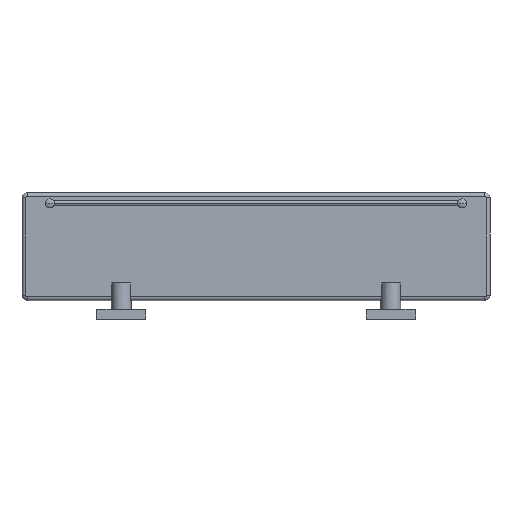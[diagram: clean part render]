
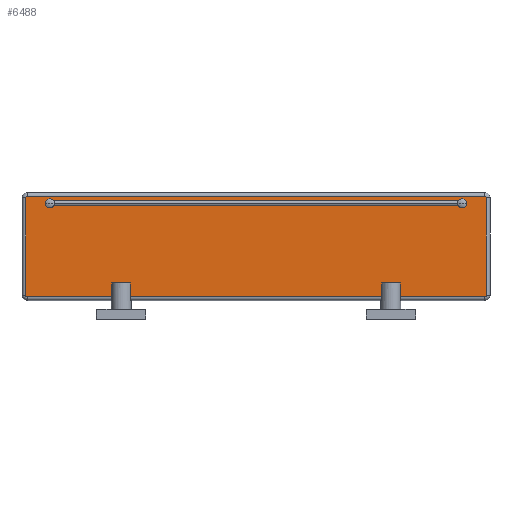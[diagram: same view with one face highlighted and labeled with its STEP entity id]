
A CAD part, top view. The second image highlights one B-rep face of the part: STEP entity #6488.
In plain terms, the highlighted planar face has unit normal (0, 0, 1).
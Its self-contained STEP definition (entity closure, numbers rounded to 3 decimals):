
#1050 = PLANE ( 'NONE',  #9010 ) ;
#1051 = CARTESIAN_POINT ( 'NONE',  ( 514., -114., 8. ) ) ;
#1052 = DIRECTION ( 'NONE',  ( 0., 0., 1. ) ) ;
#1053 = DIRECTION ( 'NONE',  ( 1., 0., 0. ) ) ;
#1075 = LINE ( 'NONE', #1076, #9000 ) ;
#1076 = CARTESIAN_POINT ( 'NONE',  ( 4., -114., 8. ) ) ;
#1077 = DIRECTION ( 'NONE',  ( 0., -1., 0. ) ) ;
#1096 = CARTESIAN_POINT ( 'NONE',  ( 6., -6., 8. ) ) ;
#1100 = DIRECTION ( 'NONE',  ( 0., 0., 1. ) ) ;
#1101 = DIRECTION ( 'NONE',  ( 1., 0., 0. ) ) ;
#1124 = LINE ( 'NONE', #1125, #8998 ) ;
#1125 = CARTESIAN_POINT ( 'NONE',  ( 6., -4., 8. ) ) ;
#1126 = DIRECTION ( 'NONE',  ( -1., 0., 0. ) ) ;
#1171 = CARTESIAN_POINT ( 'NONE',  ( 31., -12., 8. ) ) ;
#1172 = DIRECTION ( 'NONE',  ( 0., 0., 1. ) ) ;
#1173 = DIRECTION ( 'NONE',  ( 1., 0., 0. ) ) ;
#1183 = CARTESIAN_POINT ( 'NONE',  ( 489., -12., 8. ) ) ;
#1184 = DIRECTION ( 'NONE',  ( 0., 0., 1. ) ) ;
#1185 = DIRECTION ( 'NONE',  ( -1., 0., 0. ) ) ;
#1406 = CARTESIAN_POINT ( 'NONE',  ( 489., -12., 8. ) ) ;
#1407 = DIRECTION ( 'NONE',  ( 0., 0., 1. ) ) ;
#1408 = DIRECTION ( 'NONE',  ( -1., 0., 0. ) ) ;
#1409 = CARTESIAN_POINT ( 'NONE',  ( 31., -12., 8. ) ) ;
#1410 = DIRECTION ( 'NONE',  ( 0., 0., 1. ) ) ;
#1411 = DIRECTION ( 'NONE',  ( 1., 0., 0. ) ) ;
#1412 = CARTESIAN_POINT ( 'NONE',  ( 514., -6., 8. ) ) ;
#1413 = DIRECTION ( 'NONE',  ( 0., 0., 1. ) ) ;
#1414 = DIRECTION ( 'NONE',  ( 1., 0., 0. ) ) ;
#1419 = LINE ( 'NONE', #1420, #5056 ) ;
#1420 = CARTESIAN_POINT ( 'NONE',  ( 516., -6., 8. ) ) ;
#1421 = DIRECTION ( 'NONE',  ( 0., 1., 0. ) ) ;
#1439 = CARTESIAN_POINT ( 'NONE',  ( 514., -114., 8. ) ) ;
#1443 = DIRECTION ( 'NONE',  ( 0., 0., 1. ) ) ;
#1444 = DIRECTION ( 'NONE',  ( 1., 0., 0. ) ) ;
#1467 = LINE ( 'NONE', #1468, #5051 ) ;
#1468 = CARTESIAN_POINT ( 'NONE',  ( 514., -116., 8. ) ) ;
#1469 = DIRECTION ( 'NONE',  ( 1., 0., 0. ) ) ;
#1487 = CARTESIAN_POINT ( 'NONE',  ( 6., -114., 8. ) ) ;
#1491 = DIRECTION ( 'NONE',  ( 0., 0., 1. ) ) ;
#1492 = DIRECTION ( 'NONE',  ( 1., 0., 0. ) ) ;
#5051 = VECTOR ( 'NONE', #1469, 1000. ) ;
#5056 = VECTOR ( 'NONE', #1421, 1000. ) ;
#5057 = AXIS2_PLACEMENT_3D ( 'NONE', #1487, #1491, #1492 ) ;
#5059 = AXIS2_PLACEMENT_3D ( 'NONE', #1439, #1443, #1444 ) ;
#5065 = AXIS2_PLACEMENT_3D ( 'NONE', #1412, #1413, #1414 ) ;
#5066 = AXIS2_PLACEMENT_3D ( 'NONE', #1409, #1410, #1411 ) ;
#5081 = AXIS2_PLACEMENT_3D ( 'NONE', #1406, #1407, #1408 ) ;
#5121 = VERTEX_POINT ( 'NONE', #8559 ) ;
#5123 = VERTEX_POINT ( 'NONE', #8557 ) ;
#5125 = VERTEX_POINT ( 'NONE', #8555 ) ;
#5127 = VERTEX_POINT ( 'NONE', #8553 ) ;
#5129 = VERTEX_POINT ( 'NONE', #8551 ) ;
#5131 = VERTEX_POINT ( 'NONE', #8549 ) ;
#5133 = VERTEX_POINT ( 'NONE', #8547 ) ;
#5135 = VERTEX_POINT ( 'NONE', #8545 ) ;
#5139 = VERTEX_POINT ( 'NONE', #8541 ) ;
#5140 = VERTEX_POINT ( 'NONE', #8540 ) ;
#5143 = VERTEX_POINT ( 'NONE', #8537 ) ;
#5144 = VERTEX_POINT ( 'NONE', #8536 ) ;
#6488 = ADVANCED_FACE ( 'NONE', ( #9018, #9014, #9012 ), #1050, .T. ) ;
#6555 = CIRCLE ( 'NONE', #8993, 3. ) ;
#6564 = CIRCLE ( 'NONE', #9001, 2. ) ;
#6567 = CIRCLE ( 'NONE', #8989, 3. ) ;
#6577 = CIRCLE ( 'NONE', #5081, 3. ) ;
#6578 = CIRCLE ( 'NONE', #5066, 3. ) ;
#6579 = CIRCLE ( 'NONE', #5065, 2. ) ;
#6581 = CIRCLE ( 'NONE', #5059, 2. ) ;
#6583 = CIRCLE ( 'NONE', #5057, 2. ) ;
#7764 = EDGE_LOOP ( 'NONE', ( #8091, #8090, #8089, #8093, #8088, #8087, #8086, #8085 ) ) ;
#7765 = EDGE_LOOP ( 'NONE', ( #8083, #8082 ) ) ;
#7766 = EDGE_LOOP ( 'NONE', ( #8080, #8081 ) ) ;
#8080 = ORIENTED_EDGE ( 'NONE', *, *, #8326, .F. ) ;
#8081 = ORIENTED_EDGE ( 'NONE', *, *, #8456, .F. ) ;
#8082 = ORIENTED_EDGE ( 'NONE', *, *, #8457, .F. ) ;
#8083 = ORIENTED_EDGE ( 'NONE', *, *, #8322, .F. ) ;
#8085 = ORIENTED_EDGE ( 'NONE', *, *, #8463, .T. ) ;
#8086 = ORIENTED_EDGE ( 'NONE', *, *, #8466, .T. ) ;
#8087 = ORIENTED_EDGE ( 'NONE', *, *, #8469, .T. ) ;
#8088 = ORIENTED_EDGE ( 'NONE', *, *, #8310, .T. ) ;
#8089 = ORIENTED_EDGE ( 'NONE', *, *, #8316, .T. ) ;
#8090 = ORIENTED_EDGE ( 'NONE', *, *, #8458, .T. ) ;
#8091 = ORIENTED_EDGE ( 'NONE', *, *, #8460, .T. ) ;
#8093 = ORIENTED_EDGE ( 'NONE', *, *, #8313, .T. ) ;
#8310 = EDGE_CURVE ( 'NONE', #5131, #5129, #1075, .T. ) ;
#8313 = EDGE_CURVE ( 'NONE', #5133, #5131, #6564, .T. ) ;
#8316 = EDGE_CURVE ( 'NONE', #5135, #5133, #1124, .T. ) ;
#8322 = EDGE_CURVE ( 'NONE', #5140, #5139, #6555, .T. ) ;
#8326 = EDGE_CURVE ( 'NONE', #5144, #5143, #6567, .T. ) ;
#8456 = EDGE_CURVE ( 'NONE', #5143, #5144, #6577, .T. ) ;
#8457 = EDGE_CURVE ( 'NONE', #5139, #5140, #6578, .T. ) ;
#8458 = EDGE_CURVE ( 'NONE', #5121, #5135, #6579, .T. ) ;
#8460 = EDGE_CURVE ( 'NONE', #5123, #5121, #1419, .T. ) ;
#8463 = EDGE_CURVE ( 'NONE', #5125, #5123, #6581, .T. ) ;
#8466 = EDGE_CURVE ( 'NONE', #5127, #5125, #1467, .T. ) ;
#8469 = EDGE_CURVE ( 'NONE', #5129, #5127, #6583, .T. ) ;
#8536 = CARTESIAN_POINT ( 'NONE',  ( 486., -12., 8. ) ) ;
#8537 = CARTESIAN_POINT ( 'NONE',  ( 492., -12., 8. ) ) ;
#8540 = CARTESIAN_POINT ( 'NONE',  ( 28., -12., 8. ) ) ;
#8541 = CARTESIAN_POINT ( 'NONE',  ( 34., -12., 8. ) ) ;
#8545 = CARTESIAN_POINT ( 'NONE',  ( 514., -4., 8. ) ) ;
#8547 = CARTESIAN_POINT ( 'NONE',  ( 6., -4., 8. ) ) ;
#8549 = CARTESIAN_POINT ( 'NONE',  ( 4., -6., 8. ) ) ;
#8551 = CARTESIAN_POINT ( 'NONE',  ( 4., -114., 8. ) ) ;
#8553 = CARTESIAN_POINT ( 'NONE',  ( 6., -116., 8. ) ) ;
#8555 = CARTESIAN_POINT ( 'NONE',  ( 514., -116., 8. ) ) ;
#8557 = CARTESIAN_POINT ( 'NONE',  ( 516., -114., 8. ) ) ;
#8559 = CARTESIAN_POINT ( 'NONE',  ( 516., -6., 8. ) ) ;
#8989 = AXIS2_PLACEMENT_3D ( 'NONE', #1183, #1184, #1185 ) ;
#8993 = AXIS2_PLACEMENT_3D ( 'NONE', #1171, #1172, #1173 ) ;
#8998 = VECTOR ( 'NONE', #1126, 1000. ) ;
#9000 = VECTOR ( 'NONE', #1077, 1000. ) ;
#9001 = AXIS2_PLACEMENT_3D ( 'NONE', #1096, #1100, #1101 ) ;
#9010 = AXIS2_PLACEMENT_3D ( 'NONE', #1051, #1052, #1053 ) ;
#9012 = FACE_BOUND ( 'NONE', #7766, .T. ) ;
#9014 = FACE_BOUND ( 'NONE', #7765, .T. ) ;
#9018 = FACE_OUTER_BOUND ( 'NONE', #7764, .T. ) ;
